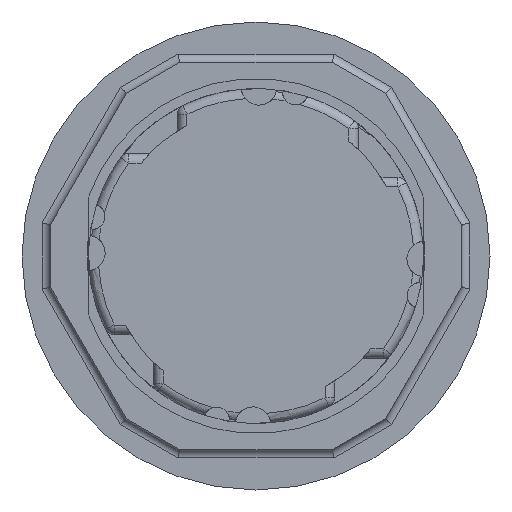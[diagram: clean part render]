
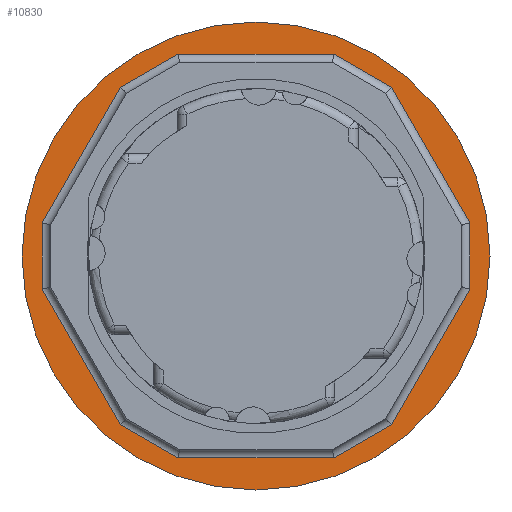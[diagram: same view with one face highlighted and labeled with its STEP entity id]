
A CAD part, front view. The second image highlights one B-rep face of the part: STEP entity #10830.
In plain terms, the highlighted planar face has unit normal (0, -1, 0).
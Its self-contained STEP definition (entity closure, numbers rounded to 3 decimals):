
#165=PLANE('',#11561);
#445=FACE_BOUND('',#2836,.T.);
#777=LINE('',#39392,#1397);
#779=LINE('',#39399,#1399);
#781=LINE('',#39405,#1401);
#783=LINE('',#39411,#1403);
#785=LINE('',#39417,#1405);
#787=LINE('',#39423,#1407);
#789=LINE('',#39429,#1409);
#791=LINE('',#39435,#1411);
#793=LINE('',#39441,#1413);
#795=LINE('',#39447,#1415);
#797=LINE('',#39453,#1417);
#799=LINE('',#39456,#1419);
#1397=VECTOR('',#13144,10.);
#1399=VECTOR('',#13152,10.);
#1401=VECTOR('',#13158,10.);
#1403=VECTOR('',#13164,10.);
#1405=VECTOR('',#13170,10.);
#1407=VECTOR('',#13176,10.);
#1409=VECTOR('',#13182,10.);
#1411=VECTOR('',#13188,10.);
#1413=VECTOR('',#13194,10.);
#1415=VECTOR('',#13200,10.);
#1417=VECTOR('',#13206,10.);
#1419=VECTOR('',#13210,10.);
#2185=FACE_OUTER_BOUND('',#2835,.T.);
#2835=EDGE_LOOP('',(#8359,#8360));
#2836=EDGE_LOOP('',(#8361,#8362,#8363,#8364,#8365,#8366,#8367,#8368,#8369,
#8370,#8371,#8372));
#3944=CIRCLE('',#11562,14.5);
#3945=CIRCLE('',#11563,14.5);
#4849=VERTEX_POINT('',#39389);
#4850=VERTEX_POINT('',#39391);
#4852=VERTEX_POINT('',#39397);
#4854=VERTEX_POINT('',#39403);
#4856=VERTEX_POINT('',#39409);
#4858=VERTEX_POINT('',#39415);
#4860=VERTEX_POINT('',#39421);
#4862=VERTEX_POINT('',#39427);
#4864=VERTEX_POINT('',#39433);
#4866=VERTEX_POINT('',#39439);
#4868=VERTEX_POINT('',#39445);
#4870=VERTEX_POINT('',#39451);
#4871=VERTEX_POINT('',#39471);
#4872=VERTEX_POINT('',#39472);
#6175=EDGE_CURVE('',#4849,#4850,#777,.T.);
#6179=EDGE_CURVE('',#4852,#4849,#779,.T.);
#6182=EDGE_CURVE('',#4854,#4852,#781,.T.);
#6185=EDGE_CURVE('',#4856,#4854,#783,.T.);
#6188=EDGE_CURVE('',#4858,#4856,#785,.T.);
#6191=EDGE_CURVE('',#4860,#4858,#787,.T.);
#6194=EDGE_CURVE('',#4862,#4860,#789,.T.);
#6197=EDGE_CURVE('',#4864,#4862,#791,.T.);
#6200=EDGE_CURVE('',#4866,#4864,#793,.T.);
#6203=EDGE_CURVE('',#4868,#4866,#795,.T.);
#6206=EDGE_CURVE('',#4870,#4868,#797,.T.);
#6208=EDGE_CURVE('',#4850,#4870,#799,.T.);
#6216=EDGE_CURVE('',#4871,#4872,#3944,.T.);
#6217=EDGE_CURVE('',#4872,#4871,#3945,.T.);
#8359=ORIENTED_EDGE('',*,*,#6216,.T.);
#8360=ORIENTED_EDGE('',*,*,#6217,.T.);
#8361=ORIENTED_EDGE('',*,*,#6175,.F.);
#8362=ORIENTED_EDGE('',*,*,#6179,.F.);
#8363=ORIENTED_EDGE('',*,*,#6182,.F.);
#8364=ORIENTED_EDGE('',*,*,#6185,.F.);
#8365=ORIENTED_EDGE('',*,*,#6188,.F.);
#8366=ORIENTED_EDGE('',*,*,#6191,.F.);
#8367=ORIENTED_EDGE('',*,*,#6194,.F.);
#8368=ORIENTED_EDGE('',*,*,#6197,.F.);
#8369=ORIENTED_EDGE('',*,*,#6200,.F.);
#8370=ORIENTED_EDGE('',*,*,#6203,.F.);
#8371=ORIENTED_EDGE('',*,*,#6206,.F.);
#8372=ORIENTED_EDGE('',*,*,#6208,.F.);
#10830=ADVANCED_FACE('',(#2185,#445),#165,.T.);
#11561=AXIS2_PLACEMENT_3D('',#39470,#13230,#13231);
#11562=AXIS2_PLACEMENT_3D('',#39473,#13232,#13233);
#11563=AXIS2_PLACEMENT_3D('',#39474,#13234,#13235);
#13144=DIRECTION('',(-0.5,0.,0.866));
#13152=DIRECTION('',(0.,0.,1.));
#13158=DIRECTION('',(0.5,0.,0.866));
#13164=DIRECTION('',(0.866,0.,0.5));
#13170=DIRECTION('',(1.,0.,0.));
#13176=DIRECTION('',(0.866,0.,-0.5));
#13182=DIRECTION('',(0.5,0.,-0.866));
#13188=DIRECTION('',(0.,0.,-1.));
#13194=DIRECTION('',(-0.5,0.,-0.866));
#13200=DIRECTION('',(-0.866,0.,-0.5));
#13206=DIRECTION('',(-1.,0.,0.));
#13210=DIRECTION('',(-0.866,0.,0.5));
#13230=DIRECTION('center_axis',(0.,-1.,0.));
#13231=DIRECTION('ref_axis',(0.5,0.,-0.866));
#13232=DIRECTION('center_axis',(0.,-1.,0.));
#13233=DIRECTION('ref_axis',(0.866,0.,0.5));
#13234=DIRECTION('center_axis',(0.,-1.,0.));
#13235=DIRECTION('ref_axis',(0.866,0.,0.5));
#39389=CARTESIAN_POINT('',(13.25,6.75,2.05));
#39391=CARTESIAN_POINT('',(8.401,6.75,10.45));
#39392=CARTESIAN_POINT('',(9.646,6.75,8.292));
#39397=CARTESIAN_POINT('',(13.25,6.75,-2.05));
#39399=CARTESIAN_POINT('',(13.25,6.75,2.771));
#39403=CARTESIAN_POINT('',(8.401,6.75,-10.45));
#39405=CARTESIAN_POINT('',(13.574,6.75,-1.489));
#39409=CARTESIAN_POINT('',(4.849,6.75,-12.5));
#39411=CARTESIAN_POINT('',(10.594,6.75,-9.183));
#39415=CARTESIAN_POINT('',(-4.849,6.75,-12.5));
#39417=CARTESIAN_POINT('',(5.497,6.75,-12.5));
#39421=CARTESIAN_POINT('',(-8.401,6.75,-10.45));
#39423=CARTESIAN_POINT('',(-4.226,6.75,-12.86));
#39427=CARTESIAN_POINT('',(-13.25,6.75,-2.05));
#39429=CARTESIAN_POINT('',(-9.646,6.75,-8.292));
#39433=CARTESIAN_POINT('',(-13.25,6.75,2.05));
#39435=CARTESIAN_POINT('',(-13.25,6.75,0.854));
#39439=CARTESIAN_POINT('',(-8.401,6.75,10.45));
#39441=CARTESIAN_POINT('',(-10.434,6.75,6.927));
#39445=CARTESIAN_POINT('',(-4.849,6.75,12.5));
#39447=CARTESIAN_POINT('',(-4.315,6.75,12.808));
#39451=CARTESIAN_POINT('',(4.849,6.75,12.5));
#39453=CARTESIAN_POINT('',(0.782,6.75,12.5));
#39456=CARTESIAN_POINT('',(7.365,6.75,11.048));
#39470=CARTESIAN_POINT('Origin',(6.279,6.75,3.625));
#39471=CARTESIAN_POINT('',(12.557,6.75,7.25));
#39472=CARTESIAN_POINT('',(-12.557,6.75,-7.25));
#39473=CARTESIAN_POINT('Origin',(0.,6.75,
0.));
#39474=CARTESIAN_POINT('Origin',(0.,6.75,
0.));
